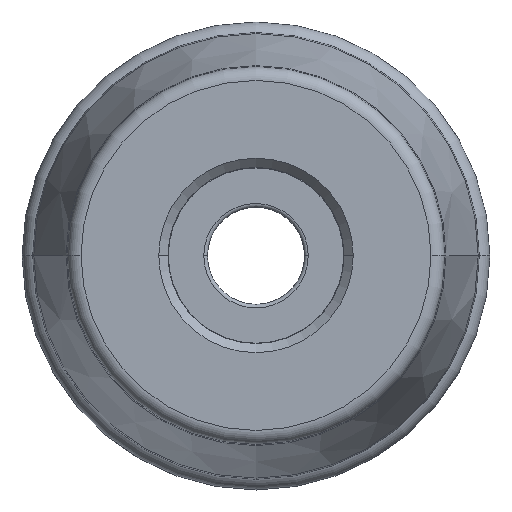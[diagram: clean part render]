
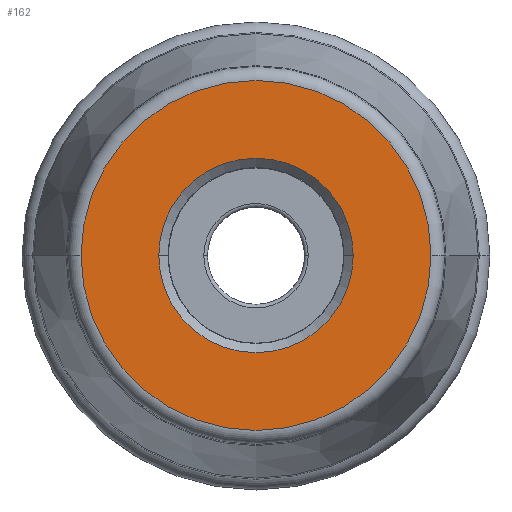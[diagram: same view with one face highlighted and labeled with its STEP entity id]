
A CAD part, top view. The second image highlights one B-rep face of the part: STEP entity #162.
In plain terms, the highlighted planar face has unit normal (0, 0, 1).
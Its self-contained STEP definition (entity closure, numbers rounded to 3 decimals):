
#66=PLANE('',#1707);
#78=FACE_BOUND('',#374,.T.);
#79=FACE_BOUND('',#375,.T.);
#162=ADVANCED_FACE('',(#78,#79),#66,.F.);
#374=EDGE_LOOP('',(#624,#625));
#375=EDGE_LOOP('',(#626,#627));
#624=ORIENTED_EDGE('',*,*,#1056,.T.);
#625=ORIENTED_EDGE('',*,*,#1055,.T.);
#626=ORIENTED_EDGE('',*,*,#1057,.T.);
#627=ORIENTED_EDGE('',*,*,#1058,.T.);
#888=VERTEX_POINT('',#2637);
#889=VERTEX_POINT('',#2639);
#890=VERTEX_POINT('',#2644);
#891=VERTEX_POINT('',#2645);
#1055=EDGE_CURVE('',#888,#889,#1224,.T.);
#1056=EDGE_CURVE('',#889,#888,#1225,.T.);
#1057=EDGE_CURVE('',#890,#891,#1226,.T.);
#1058=EDGE_CURVE('',#891,#890,#1227,.T.);
#1224=CIRCLE('',#1702,19.);
#1225=CIRCLE('',#1704,19.);
#1226=CIRCLE('',#1705,10.56);
#1227=CIRCLE('',#1706,10.56);
#1702=AXIS2_PLACEMENT_3D('',#2640,#2145,#2146);
#1704=AXIS2_PLACEMENT_3D('',#2642,#2149,#2150);
#1705=AXIS2_PLACEMENT_3D('',#2643,#2151,#2152);
#1706=AXIS2_PLACEMENT_3D('',#2646,#2153,#2154);
#1707=AXIS2_PLACEMENT_3D('',#2647,#2155,#2156);
#2145=DIRECTION('',(0.,0.,1.));
#2146=DIRECTION('',(1.,0.,0.));
#2149=DIRECTION('',(0.,0.,1.));
#2150=DIRECTION('',(-1.,0.,0.));
#2151=DIRECTION('',(0.,0.,-1.));
#2152=DIRECTION('',(-1.,0.,0.));
#2153=DIRECTION('',(0.,0.,-1.));
#2154=DIRECTION('',(1.,0.,0.));
#2155=DIRECTION('',(0.,0.,-1.));
#2156=DIRECTION('',(1.,0.,0.));
#2637=CARTESIAN_POINT('',(19.,0.,0.));
#2639=CARTESIAN_POINT('',(-19.,0.,0.));
#2640=CARTESIAN_POINT('',(0.,0.,0.));
#2642=CARTESIAN_POINT('',(0.,0.,0.));
#2643=CARTESIAN_POINT('',(0.,0.,0.));
#2644=CARTESIAN_POINT('',(-10.56,0.,0.));
#2645=CARTESIAN_POINT('',(10.56,0.,0.));
#2646=CARTESIAN_POINT('',(0.,0.,0.));
#2647=CARTESIAN_POINT('',(0.,0.,0.));
